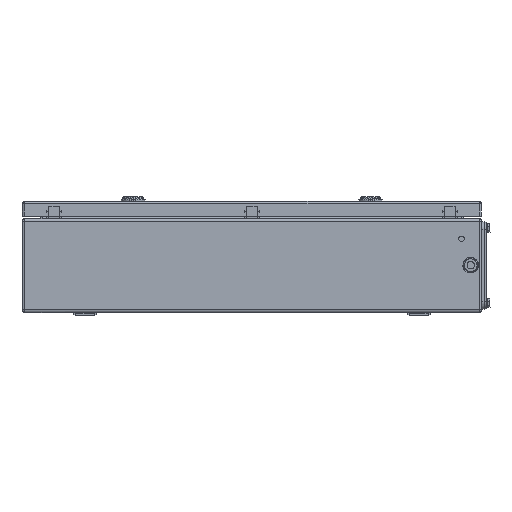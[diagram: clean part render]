
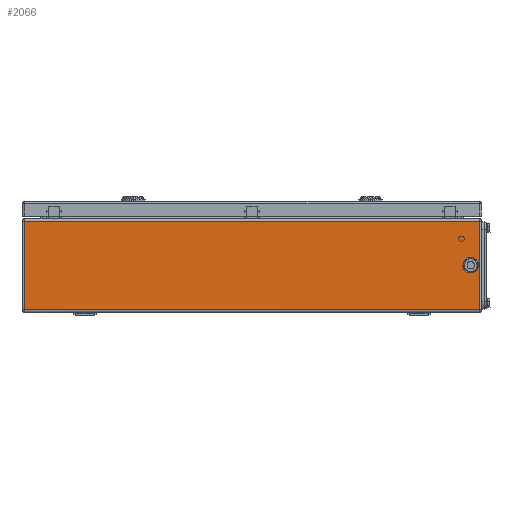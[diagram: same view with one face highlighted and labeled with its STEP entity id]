
A CAD part, left-side view. The second image highlights one B-rep face of the part: STEP entity #2066.
In plain terms, the highlighted planar face has unit normal (-1, 0, 0).
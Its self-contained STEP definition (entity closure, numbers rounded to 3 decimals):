
#1981=AXIS2_PLACEMENT_3D('Plane Axis2P3D',#1978,#1979,#1980) ;
#1426=CARTESIAN_POINT('Vertex',(25.5,14.,126.5)) ;
#1429=CARTESIAN_POINT('Line Origine',(25.5,14.,130.5)) ;
#1433=CARTESIAN_POINT('Vertex',(25.5,14.,7.5)) ;
#1978=CARTESIAN_POINT('Axis2P3D Location',(25.5,631.,130.5)) ;
#1983=CARTESIAN_POINT('Line Origine',(25.5,628.,67.)) ;
#1987=CARTESIAN_POINT('Vertex',(25.5,628.,126.5)) ;
#1989=CARTESIAN_POINT('Vertex',(25.5,628.,7.5)) ;
#1992=CARTESIAN_POINT('Line Origine',(25.5,321.,7.5)) ;
#1997=CARTESIAN_POINT('Line Origine',(25.5,321.,126.5)) ;
#2008=CARTESIAN_POINT('Line Origine',(25.5,31.15,67.5)) ;
#2012=CARTESIAN_POINT('Vertex',(25.5,31.15,72.46)) ;
#2014=CARTESIAN_POINT('Vertex',(25.5,31.15,62.54)) ;
#2018=CARTESIAN_POINT('Control Point',(25.5,20.85,72.46)) ;
#2019=CARTESIAN_POINT('Control Point',(25.5,21.304,72.932)) ;
#2020=CARTESIAN_POINT('Control Point',(25.5,21.813,73.351)) ;
#2021=CARTESIAN_POINT('Control Point',(25.5,22.367,73.711)) ;
#2022=CARTESIAN_POINT('Control Point',(25.5,23.549,74.296)) ;
#2023=CARTESIAN_POINT('Control Point',(25.5,24.832,74.6)) ;
#2024=CARTESIAN_POINT('Control Point',(25.5,25.488,74.677)) ;
#2025=CARTESIAN_POINT('Control Point',(25.5,26.806,74.68)) ;
#2026=CARTESIAN_POINT('Control Point',(25.5,28.091,74.385)) ;
#2027=CARTESIAN_POINT('Control Point',(25.5,28.714,74.164)) ;
#2028=CARTESIAN_POINT('Control Point',(25.5,29.609,73.725)) ;
#2029=CARTESIAN_POINT('Control Point',(25.5,30.411,73.142)) ;
#2030=CARTESIAN_POINT('Control Point',(25.5,30.671,72.929)) ;
#2031=CARTESIAN_POINT('Control Point',(25.5,30.918,72.701)) ;
#2032=CARTESIAN_POINT('Control Point',(25.5,31.15,72.46)) ;
#2033=CARTESIAN_POINT('Vertex',(25.5,20.85,72.46)) ;
#2036=CARTESIAN_POINT('Line Origine',(25.5,20.85,67.5)) ;
#2040=CARTESIAN_POINT('Vertex',(25.5,20.85,62.54)) ;
#2044=CARTESIAN_POINT('Control Point',(25.5,31.15,62.54)) ;
#2045=CARTESIAN_POINT('Control Point',(25.5,30.696,62.068)) ;
#2046=CARTESIAN_POINT('Control Point',(25.5,30.187,61.649)) ;
#2047=CARTESIAN_POINT('Control Point',(25.5,29.633,61.289)) ;
#2048=CARTESIAN_POINT('Control Point',(25.5,28.451,60.704)) ;
#2049=CARTESIAN_POINT('Control Point',(25.5,27.168,60.4)) ;
#2050=CARTESIAN_POINT('Control Point',(25.5,26.512,60.323)) ;
#2051=CARTESIAN_POINT('Control Point',(25.5,25.194,60.32)) ;
#2052=CARTESIAN_POINT('Control Point',(25.5,23.909,60.615)) ;
#2053=CARTESIAN_POINT('Control Point',(25.5,23.286,60.836)) ;
#2054=CARTESIAN_POINT('Control Point',(25.5,22.391,61.275)) ;
#2055=CARTESIAN_POINT('Control Point',(25.5,21.589,61.858)) ;
#2056=CARTESIAN_POINT('Control Point',(25.5,21.329,62.071)) ;
#2057=CARTESIAN_POINT('Control Point',(25.5,21.082,62.299)) ;
#2058=CARTESIAN_POINT('Control Point',(25.5,20.85,62.54)) ;
#1430=DIRECTION('Vector Direction',(0.,0.,-1.)) ;
#1979=DIRECTION('Axis2P3D Direction',(1.,0.,0.)) ;
#1980=DIRECTION('Axis2P3D XDirection',(0.,1.,0.)) ;
#1984=DIRECTION('Vector Direction',(0.,0.,-1.)) ;
#1993=DIRECTION('Vector Direction',(0.,-1.,0.)) ;
#1998=DIRECTION('Vector Direction',(0.,1.,0.)) ;
#2009=DIRECTION('Vector Direction',(0.,0.,-1.)) ;
#2037=DIRECTION('Vector Direction',(0.,0.,1.)) ;
#1431=VECTOR('Line Direction',#1430,1.) ;
#1985=VECTOR('Line Direction',#1984,1.) ;
#1994=VECTOR('Line Direction',#1993,1.) ;
#1999=VECTOR('Line Direction',#1998,1.) ;
#2010=VECTOR('Line Direction',#2009,1.) ;
#2038=VECTOR('Line Direction',#2037,1.) ;
#2003=ORIENTED_EDGE('',*,*,#1991,.T.) ;
#2004=ORIENTED_EDGE('',*,*,#1996,.T.) ;
#2005=ORIENTED_EDGE('',*,*,#1435,.T.) ;
#2006=ORIENTED_EDGE('',*,*,#2001,.T.) ;
#2061=ORIENTED_EDGE('',*,*,#2016,.F.) ;
#2062=ORIENTED_EDGE('',*,*,#2035,.F.) ;
#2063=ORIENTED_EDGE('',*,*,#2042,.F.) ;
#2064=ORIENTED_EDGE('',*,*,#2059,.F.) ;
#2065=FACE_BOUND('',#2060,.T.) ;
#2066=ADVANCED_FACE('51372_ASM_GH_KTB_QL_XXXxXXXxXXX_YGP_S3D-1/51372_GH_KTB_QL_XXXxXXXxXXX_YGP_S3D_S3D-1-solid1',(#2007,#2065),#1982,.F.) ;
#2017=B_SPLINE_CURVE_WITH_KNOTS('',5,(#2018,#2019,#2020,#2021,#2022,#2023,#2024,#2025,#2026,#2027,#2028,#2029,#2030,#2031,#2032),.UNSPECIFIED.,.F.,.U.,(6,3,3,3,6),(0.,4.631,9.263,13.894,16.264),.UNSPECIFIED.) ;
#2043=B_SPLINE_CURVE_WITH_KNOTS('',5,(#2044,#2045,#2046,#2047,#2048,#2049,#2050,#2051,#2052,#2053,#2054,#2055,#2056,#2057,#2058),.UNSPECIFIED.,.F.,.U.,(6,3,3,3,6),(0.,4.631,9.263,13.894,16.264),.UNSPECIFIED.) ;
#1435=EDGE_CURVE('',#1434,#1427,#1432,.F.) ;
#1991=EDGE_CURVE('',#1988,#1990,#1986,.T.) ;
#1996=EDGE_CURVE('',#1990,#1434,#1995,.T.) ;
#2001=EDGE_CURVE('',#1427,#1988,#2000,.T.) ;
#2016=EDGE_CURVE('',#2013,#2015,#2011,.T.) ;
#2035=EDGE_CURVE('',#2034,#2013,#2017,.T.) ;
#2042=EDGE_CURVE('',#2041,#2034,#2039,.T.) ;
#2059=EDGE_CURVE('',#2015,#2041,#2043,.T.) ;
#2002=EDGE_LOOP('',(#2003,#2004,#2005,#2006)) ;
#2060=EDGE_LOOP('',(#2061,#2062,#2063,#2064)) ;
#2007=FACE_OUTER_BOUND('',#2002,.T.) ;
#1432=LINE('Line',#1429,#1431) ;
#1986=LINE('Line',#1983,#1985) ;
#1995=LINE('Line',#1992,#1994) ;
#2000=LINE('Line',#1997,#1999) ;
#2011=LINE('Line',#2008,#2010) ;
#2039=LINE('Line',#2036,#2038) ;
#1982=PLANE('',#1981) ;
#1427=VERTEX_POINT('',#1426) ;
#1434=VERTEX_POINT('',#1433) ;
#1988=VERTEX_POINT('',#1987) ;
#1990=VERTEX_POINT('',#1989) ;
#2013=VERTEX_POINT('',#2012) ;
#2015=VERTEX_POINT('',#2014) ;
#2034=VERTEX_POINT('',#2033) ;
#2041=VERTEX_POINT('',#2040) ;
